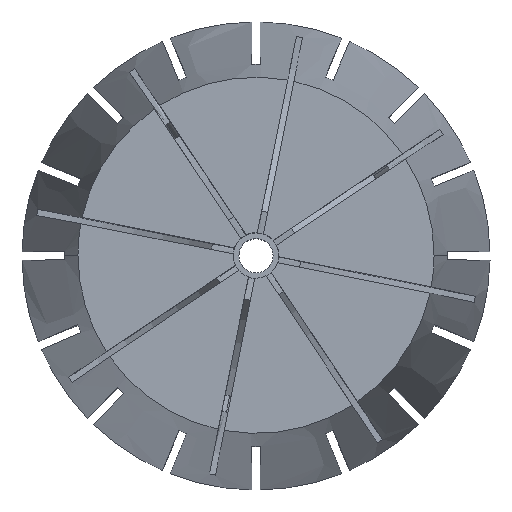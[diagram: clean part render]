
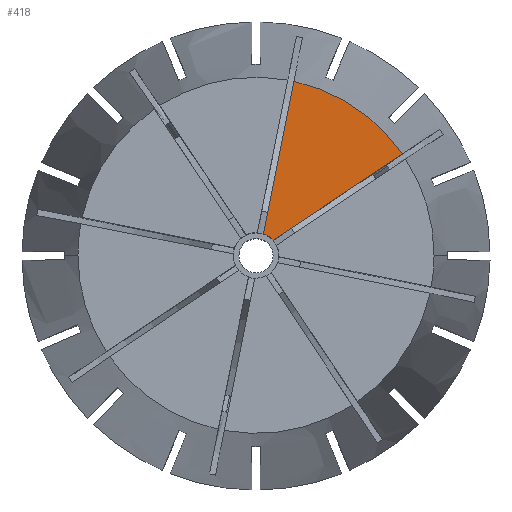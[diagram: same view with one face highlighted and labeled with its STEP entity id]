
A CAD part, top view. The second image highlights one B-rep face of the part: STEP entity #418.
In plain terms, the highlighted planar face has unit normal (0, 0, 1).
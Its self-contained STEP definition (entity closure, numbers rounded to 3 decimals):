
#319 = ORIENTED_EDGE ( 'NONE', *, *, #1092, .F. ) ;
#418 = ADVANCED_FACE ( 'NONE', ( #6724 ), #3931, .F. ) ;
#641 = EDGE_LOOP ( 'NONE', ( #319, #4926, #2176, #1856 ) ) ;
#714 = VERTEX_POINT ( 'NONE', #2142 ) ;
#842 = VECTOR ( 'NONE', #2674, 1000. ) ;
#929 = LINE ( 'NONE', #3313, #4821 ) ;
#1092 = EDGE_CURVE ( 'NONE', #714, #1158, #1595, .T. ) ;
#1158 = VERTEX_POINT ( 'NONE', #2801 ) ;
#1403 = EDGE_CURVE ( 'NONE', #5882, #3498, #6235, .T. ) ;
#1595 = CIRCLE ( 'NONE', #4965, 2. ) ;
#1856 = ORIENTED_EDGE ( 'NONE', *, *, #3163, .T. ) ;
#2045 = CARTESIAN_POINT ( 'NONE',  ( 0.27, -0.054, 0. ) ) ;
#2142 = CARTESIAN_POINT ( 'NONE',  ( 1.494, 1.329, 0. ) ) ;
#2176 = ORIENTED_EDGE ( 'NONE', *, *, #1403, .T. ) ;
#2482 = AXIS2_PLACEMENT_3D ( 'NONE', #4855, #6591, #6671 ) ;
#2674 = DIRECTION ( 'NONE',  ( -0.195, -0.981, 0. ) ) ;
#2801 = CARTESIAN_POINT ( 'NONE',  ( 0.656, 1.889, 0. ) ) ;
#3054 = EDGE_CURVE ( 'NONE', #5882, #714, #929, .T. ) ;
#3163 = EDGE_CURVE ( 'NONE', #3498, #1158, #5743, .T. ) ;
#3313 = CARTESIAN_POINT ( 'NONE',  ( -0.153, 0.229, 0. ) ) ;
#3498 = VERTEX_POINT ( 'NONE', #5971 ) ;
#3931 = PLANE ( 'NONE',  #6648 ) ;
#3986 = DIRECTION ( 'NONE',  ( -1., 0., 0. ) ) ;
#4821 = VECTOR ( 'NONE', #6167, 1000. ) ;
#4855 = CARTESIAN_POINT ( 'NONE',  ( 0., 0., 0. ) ) ;
#4926 = ORIENTED_EDGE ( 'NONE', *, *, #3054, .F. ) ;
#4965 = AXIS2_PLACEMENT_3D ( 'NONE', #6868, #5021, #5096 ) ;
#5021 = DIRECTION ( 'NONE',  ( 0., 0., 1. ) ) ;
#5096 = DIRECTION ( 'NONE',  ( 1., 0., 0. ) ) ;
#5119 = CARTESIAN_POINT ( 'NONE',  ( 0., 0., 0. ) ) ;
#5615 = CARTESIAN_POINT ( 'NONE',  ( 12.812, 8.892, 0. ) ) ;
#5743 = LINE ( 'NONE', #2045, #842 ) ;
#5882 = VERTEX_POINT ( 'NONE', #5615 ) ;
#5971 = CARTESIAN_POINT ( 'NONE',  ( 3.312, 15.24, 0. ) ) ;
#6167 = DIRECTION ( 'NONE',  ( -0.831, -0.556, 0. ) ) ;
#6235 = CIRCLE ( 'NONE', #2482, 15.595 ) ;
#6591 = DIRECTION ( 'NONE',  ( 0., 0., 1. ) ) ;
#6648 = AXIS2_PLACEMENT_3D ( 'NONE', #5119, #7028, #3986 ) ;
#6671 = DIRECTION ( 'NONE',  ( 1., 0., 0. ) ) ;
#6724 = FACE_OUTER_BOUND ( 'NONE', #641, .T. ) ;
#6868 = CARTESIAN_POINT ( 'NONE',  ( 0., 0., 0. ) ) ;
#7028 = DIRECTION ( 'NONE',  ( 0., 0., -1. ) ) ;
